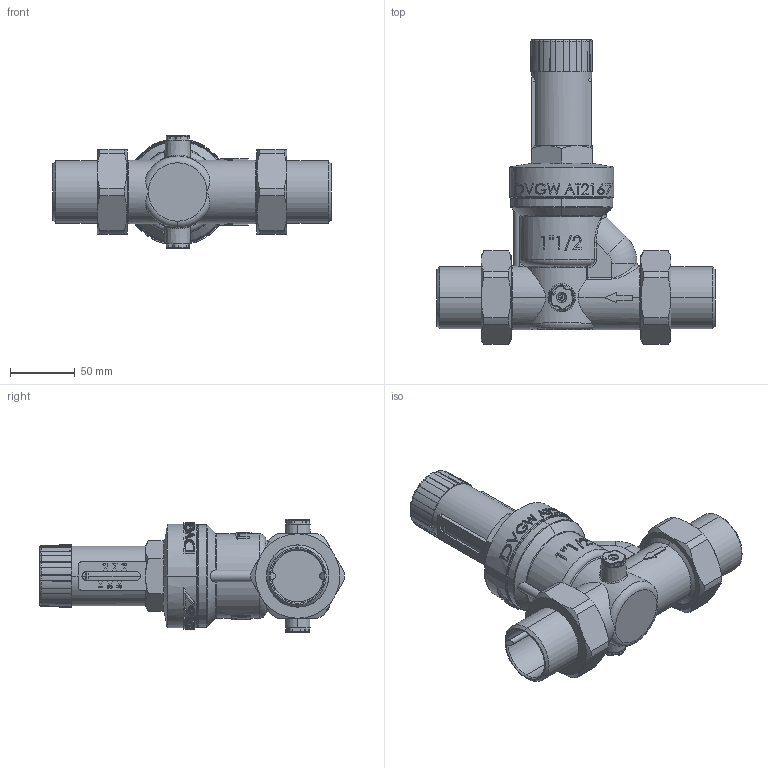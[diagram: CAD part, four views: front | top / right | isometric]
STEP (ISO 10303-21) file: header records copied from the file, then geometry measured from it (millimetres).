
FILE_DESCRIPTION (( 'STEP AP203' ), '1' );
FILE_NAME ('0502540.STEP', '2024-09-24T13:24:49', ( 'Admin' ), ( '' ), 'SwSTEP 2.0', 'SolidWorks 2021', '' );
FILE_SCHEMA (( 'CONFIG_CONTROL_DESIGN' ));
Length unit declared in the file: millimetre
Products named in the file (1): 0502540
Bounding box: 214 x 234.64 x 87.4 mm (x, y, z)
Volume: 903949.2 mm3; surface area: 106007.7 mm2
Topology: 1 solids, 12 shells, 1254 faces, 3258 edges, 2097 vertices
Faces by surface type: plane 624, cylinder 249, bspline 200, cone 104, torus 75, sphere 2
Entity records: 52812 total; most frequent: CARTESIAN_POINT 24222, ORIENTED_EDGE 6504, DIRECTION 5140, EDGE_CURVE 3252, VERTEX_POINT 2097, AXIS2_PLACEMENT_3D 1778, VECTOR 1584, LINE 1584
